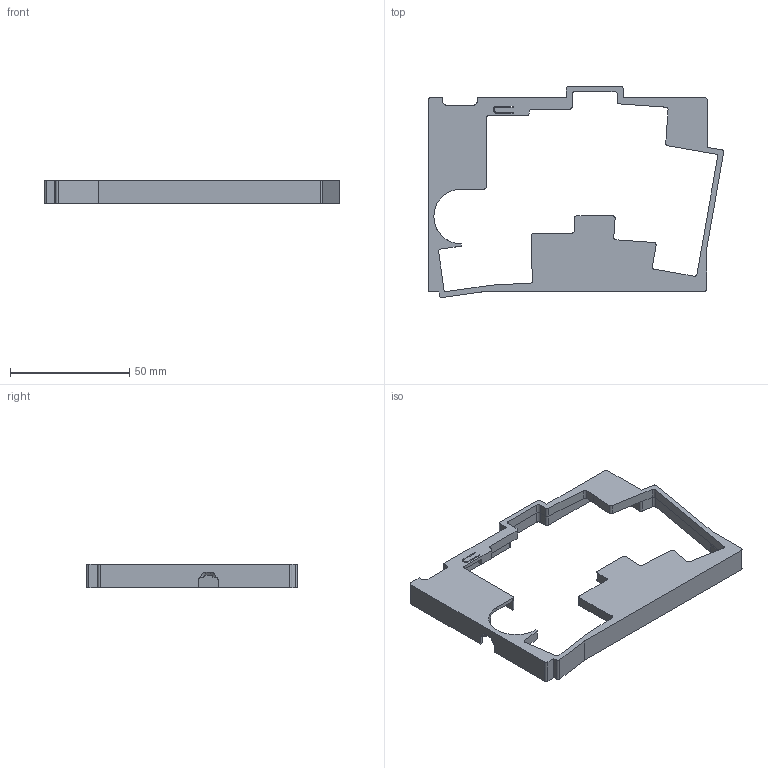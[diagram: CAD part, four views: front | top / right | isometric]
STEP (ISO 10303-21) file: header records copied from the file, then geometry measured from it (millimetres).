
FILE_DESCRIPTION(/* description */ (''),/* implementation_level */ '2;1');
FILE_NAME(/* name */ 'R_TOP_ENCODER.step',/* time_stamp */ '2025-10-10T23:42:11+09:00',/* author */ (''),/* organization */ (''),/* preprocessor_version */ 'ST-DEVELOPER v20.1',/* originating_system */ 'Autodesk Translation Framework v14.17.0.0',/* authorisation */ '');
FILE_SCHEMA (('AUTOMOTIVE_DESIGN { 1 0 10303 214 3 1 1 }'));
Length unit declared in the file: millimetre
Products named in the file (1): R_TOP_ENCODER
Bounding box: 123.88 x 88.51 x 9.9 mm (x, y, z)
Volume: 12676.3 mm3; surface area: 16098.4 mm2
Topology: 1 solids, 1 shells, 227 faces, 660 edges, 438 vertices
Faces by surface type: plane 156, cylinder 69, cone 2
Entity records: 7513 total; most frequent: CARTESIAN_POINT 1336, ORIENTED_EDGE 1320, DIRECTION 1258, EDGE_CURVE 660, LINE 510, VECTOR 510, VERTEX_POINT 438, AXIS2_PLACEMENT_3D 374
